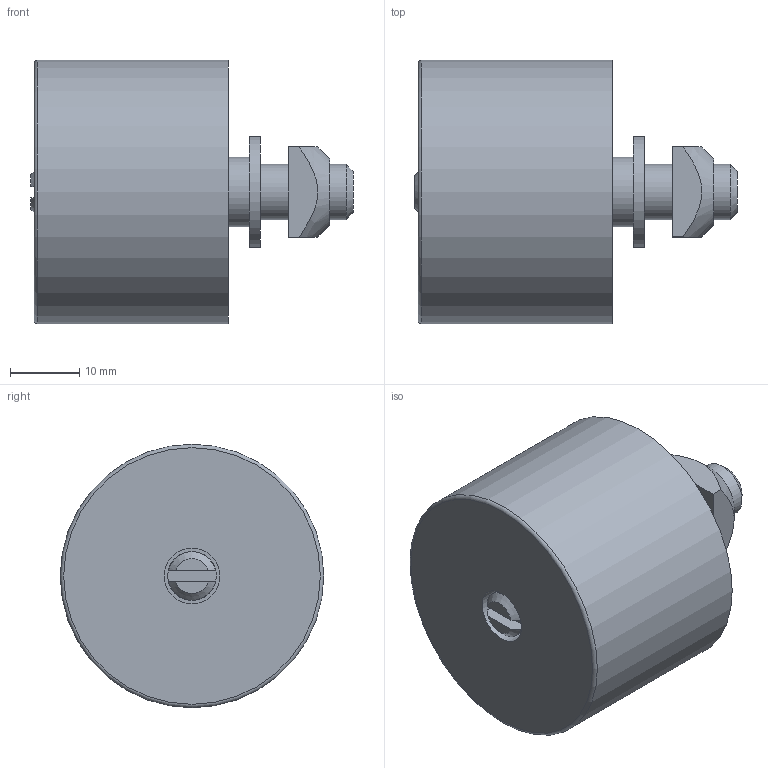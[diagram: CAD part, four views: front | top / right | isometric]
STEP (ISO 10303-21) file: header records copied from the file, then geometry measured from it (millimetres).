
FILE_DESCRIPTION(/* description */ (''),/* implementation_level */ '2;1');
FILE_NAME(/* name */ '700114.stp',/* time_stamp */ '2022-10-10T08:57:39+02:00',/* author */ ('aluteckkpl_am'),/* organization */ (''),/* preprocessor_version */ 'ST-DEVELOPER v18.1',/* originating_system */ 'Autodesk Inventor 2021',/* authorisation */ '');
FILE_SCHEMA (('CONFIG_CONTROL_DESIGN'));
Length unit declared in the file: millimetre
Products named in the file (1): 700114
Bounding box: 46.5 x 38 x 38 mm (x, y, z)
Volume: 30636.2 mm3; surface area: 16193.8 mm2
Topology: 6 solids, 6 shells, 68 faces, 211 edges, 151 vertices
Faces by surface type: plane 26, cylinder 18, torus 15, sphere 5, cone 4
Full cylindrical faces by diameter (mm): 6.647 x1, 7 x1, 8 x2, 8.4 x1, 10 x2, 11 x1, 16 x1, 16.4 x2, 23.6 x2, 30 x2, 32 x2, 38 x1
Entity records: 3761 total; most frequent: CARTESIAN_POINT 1679, DIRECTION 426, ORIENTED_EDGE 402, EDGE_CURVE 201, AXIS2_PLACEMENT_3D 195, VERTEX_POINT 151, CIRCLE 126, EDGE_LOOP 94
